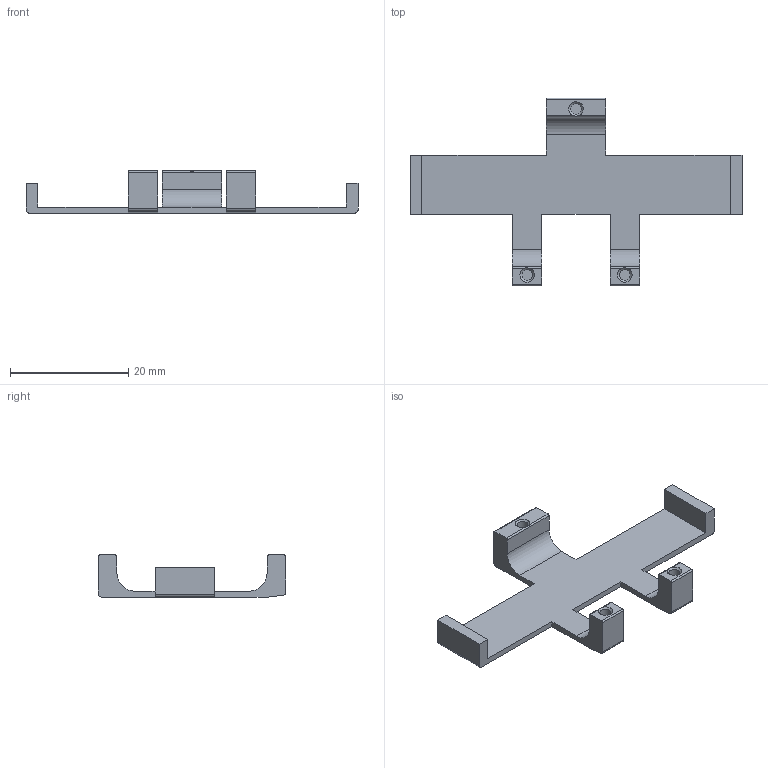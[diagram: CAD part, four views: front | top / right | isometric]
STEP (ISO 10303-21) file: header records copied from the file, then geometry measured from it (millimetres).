
FILE_DESCRIPTION(/* description */ (''),/* implementation_level */ '2;1');
FILE_NAME(/* name */ 'SuperGamepadPlus Battery Clip.step',/* time_stamp */ '2024-03-08T12:25:04-08:00',/* author */ (''),/* organization */ (''),/* preprocessor_version */ 'ST-DEVELOPER v20',/* originating_system */ 'Autodesk Translation Framework v12.20.1.177',/* authorisation */ '');
FILE_SCHEMA (('AUTOMOTIVE_DESIGN { 1 0 10303 214 3 1 1 }'));
Length unit declared in the file: millimetre
Products named in the file (1): Battery_Clip_SNES
Bounding box: 56.1 x 31.75 x 7.1 mm (x, y, z)
Volume: 1314.9 mm3; surface area: 2369.8 mm2
Topology: 1 solids, 1 shells, 53 faces, 150 edges, 99 vertices
Faces by surface type: plane 33, cylinder 17, cone 3
Full cylindrical faces by diameter (mm): 1.85 x3
Entity records: 1789 total; most frequent: CARTESIAN_POINT 345, ORIENTED_EDGE 300, DIRECTION 295, EDGE_CURVE 150, LINE 107, VECTOR 107, VERTEX_POINT 99, AXIS2_PLACEMENT_3D 94
